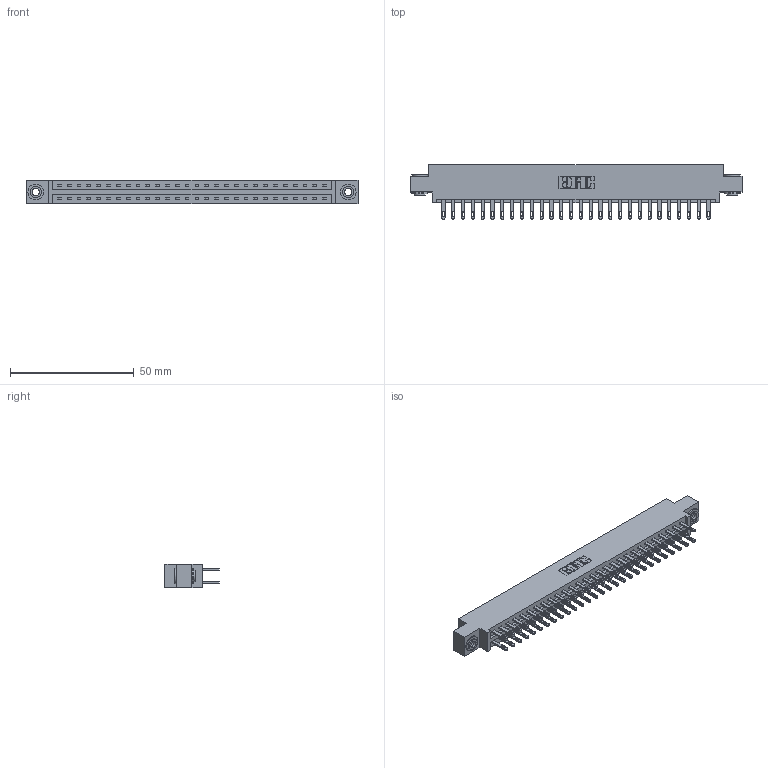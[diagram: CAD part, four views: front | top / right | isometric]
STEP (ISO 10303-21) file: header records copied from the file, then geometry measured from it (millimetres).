
FILE_DESCRIPTION (( 'STEP AP203' ), '1' );
FILE_NAME ('337-056-500-803.STEP', '2019-10-11T19:29:30', ( '' ), ( '' ), 'SwSTEP 2.0', 'SolidWorks 2016', '' );
FILE_SCHEMA (( 'CONFIG_CONTROL_DESIGN' ));
Length unit declared in the file: inch
Products named in the file (4): 345-292-001_345-293-100; 345-250-002_345-250-002-102; 337-056-500-803; 337 Part_0.170 Offset - 0.156 Dia-TH
Assembly tree (59 placements, depth 2):
  337-056-500-803
    337 Part_0.170 Offset - 0.156 Dia-TH
    345-292-001_345-293-100  x56
    345-250-002_345-250-002-102  x2
Bounding box: 133.96 x 21.85 x 9.4 mm (x, y, z)
Volume: 14004.4 mm3; surface area: 16649.6 mm2
Topology: 59 solids, 59 shells, 2956 faces, 8967 edges, 5974 vertices
Faces by surface type: plane 1876, cylinder 1072, cone 8
Entity records: 24232 total; most frequent: CARTESIAN_POINT 4069, ORIENTED_EDGE 3998, DIRECTION 3521, EDGE_CURVE 1999, LINE 1843, VECTOR 1843, VERTEX_POINT 1330, AXIS2_PLACEMENT_3D 839
